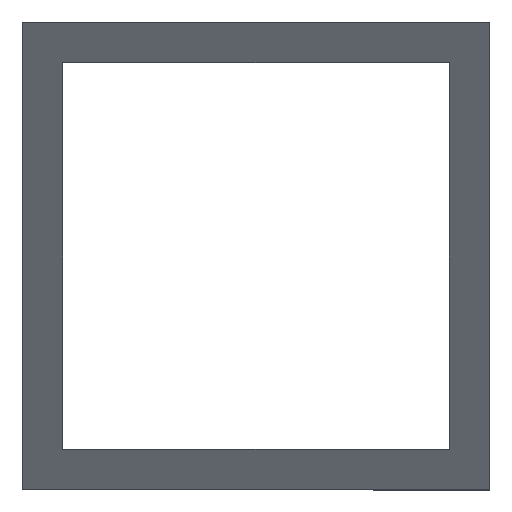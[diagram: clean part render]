
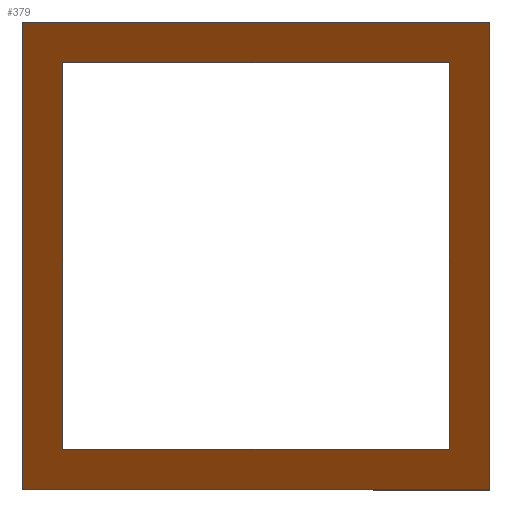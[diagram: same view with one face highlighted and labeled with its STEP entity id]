
A CAD part, front view. The second image highlights one B-rep face of the part: STEP entity #379.
In plain terms, the highlighted face is planar.
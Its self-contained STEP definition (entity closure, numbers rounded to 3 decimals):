
#43 = PLANE('',#44);
#44 = AXIS2_PLACEMENT_3D('',#45,#46,#47);
#45 = CARTESIAN_POINT('',(-15.875,15.875,-304.8));
#46 = DIRECTION('',(0.,1.,0.));
#47 = DIRECTION('',(1.,0.,0.));
#68 = VERTEX_POINT('',#69);
#69 = CARTESIAN_POINT('',(-15.875,15.875,273.05));
#83 = PLANE('',#84);
#84 = AXIS2_PLACEMENT_3D('',#85,#86,#87);
#85 = CARTESIAN_POINT('',(-15.875,-15.875,-304.8));
#86 = DIRECTION('',(-1.,0.,0.));
#87 = DIRECTION('',(0.,1.,0.));
#95 = EDGE_CURVE('',#68,#96,#98,.T.);
#96 = VERTEX_POINT('',#97);
#97 = CARTESIAN_POINT('',(15.875,15.875,304.8));
#98 = SURFACE_CURVE('',#99,(#103,#110),.PCURVE_S1.);
#99 = LINE('',#100,#101);
#100 = CARTESIAN_POINT('',(-15.875,15.875,273.05));
#101 = VECTOR('',#102,1.);
#102 = DIRECTION('',(0.707,0.,0.707));
#103 = PCURVE('',#43,#104);
#104 = DEFINITIONAL_REPRESENTATION('',(#105),#109);
#105 = LINE('',#106,#107);
#106 = CARTESIAN_POINT('',(0.,-577.85));
#107 = VECTOR('',#108,1.);
#108 = DIRECTION('',(0.707,-0.707));
#109 = ( GEOMETRIC_REPRESENTATION_CONTEXT(2) 
PARAMETRIC_REPRESENTATION_CONTEXT() REPRESENTATION_CONTEXT('2D SPACE',''
  ) );
#110 = PCURVE('',#111,#116);
#111 = PLANE('',#112);
#112 = AXIS2_PLACEMENT_3D('',#113,#114,#115);
#113 = CARTESIAN_POINT('',(-15.875,15.875,273.05));
#114 = DIRECTION('',(0.707,0.,-0.707)
  );
#115 = DIRECTION('',(-0.707,0.,-0.707
    ));
#116 = DEFINITIONAL_REPRESENTATION('',(#117),#121);
#117 = LINE('',#118,#119);
#118 = CARTESIAN_POINT('',(0.,0.));
#119 = VECTOR('',#120,1.);
#120 = DIRECTION('',(-1.,0.));
#121 = ( GEOMETRIC_REPRESENTATION_CONTEXT(2) 
PARAMETRIC_REPRESENTATION_CONTEXT() REPRESENTATION_CONTEXT('2D SPACE',''
  ) );
#137 = PLANE('',#138);
#138 = AXIS2_PLACEMENT_3D('',#139,#140,#141);
#139 = CARTESIAN_POINT('',(15.875,15.875,-304.8));
#140 = DIRECTION('',(1.,0.,0.));
#141 = DIRECTION('',(0.,-1.,0.));
#191 = PLANE('',#192);
#192 = AXIS2_PLACEMENT_3D('',#193,#194,#195);
#193 = CARTESIAN_POINT('',(15.875,-15.875,-304.8));
#194 = DIRECTION('',(0.,-1.,0.));
#195 = DIRECTION('',(-1.,0.,0.));
#244 = PLANE('',#245);
#245 = AXIS2_PLACEMENT_3D('',#246,#247,#248);
#246 = CARTESIAN_POINT('',(-13.106,-13.106,-304.8));
#247 = DIRECTION('',(-1.,0.,0.));
#248 = DIRECTION('',(0.,1.,0.));
#270 = PLANE('',#271);
#271 = AXIS2_PLACEMENT_3D('',#272,#273,#274);
#272 = CARTESIAN_POINT('',(-13.106,13.106,-304.8));
#273 = DIRECTION('',(0.,1.,0.));
#274 = DIRECTION('',(1.,0.,0.));
#296 = PLANE('',#297);
#297 = AXIS2_PLACEMENT_3D('',#298,#299,#300);
#298 = CARTESIAN_POINT('',(13.106,13.106,-304.8));
#299 = DIRECTION('',(1.,0.,0.));
#300 = DIRECTION('',(0.,-1.,0.));
#320 = PLANE('',#321);
#321 = AXIS2_PLACEMENT_3D('',#322,#323,#324);
#322 = CARTESIAN_POINT('',(13.106,-13.106,-304.8));
#323 = DIRECTION('',(0.,-1.,0.));
#324 = DIRECTION('',(-1.,0.,0.));
#335 = EDGE_CURVE('',#96,#336,#338,.T.);
#336 = VERTEX_POINT('',#337);
#337 = CARTESIAN_POINT('',(15.875,-15.875,304.8));
#338 = SURFACE_CURVE('',#339,(#343,#350),.PCURVE_S1.);
#339 = LINE('',#340,#341);
#340 = CARTESIAN_POINT('',(15.875,15.875,304.8));
#341 = VECTOR('',#342,1.);
#342 = DIRECTION('',(-0.,-1.,0.));
#343 = PCURVE('',#137,#344);
#344 = DEFINITIONAL_REPRESENTATION('',(#345),#349);
#345 = LINE('',#346,#347);
#346 = CARTESIAN_POINT('',(0.,-609.6));
#347 = VECTOR('',#348,1.);
#348 = DIRECTION('',(1.,0.));
#349 = ( GEOMETRIC_REPRESENTATION_CONTEXT(2) 
PARAMETRIC_REPRESENTATION_CONTEXT() REPRESENTATION_CONTEXT('2D SPACE',''
  ) );
#350 = PCURVE('',#111,#351);
#351 = DEFINITIONAL_REPRESENTATION('',(#352),#356);
#352 = LINE('',#353,#354);
#353 = CARTESIAN_POINT('',(-44.901,0.));
#354 = VECTOR('',#355,1.);
#355 = DIRECTION('',(-0.,-1.));
#356 = ( GEOMETRIC_REPRESENTATION_CONTEXT(2) 
PARAMETRIC_REPRESENTATION_CONTEXT() REPRESENTATION_CONTEXT('2D SPACE',''
  ) );
#379 = ADVANCED_FACE('',(#380,#428),#111,.F.);
#380 = FACE_BOUND('',#381,.T.);
#381 = EDGE_LOOP('',(#382,#405,#426,#427));
#382 = ORIENTED_EDGE('',*,*,#383,.T.);
#383 = EDGE_CURVE('',#68,#384,#386,.T.);
#384 = VERTEX_POINT('',#385);
#385 = CARTESIAN_POINT('',(-15.875,-15.875,273.05));
#386 = SURFACE_CURVE('',#387,(#391,#398),.PCURVE_S1.);
#387 = LINE('',#388,#389);
#388 = CARTESIAN_POINT('',(-15.875,15.875,273.05));
#389 = VECTOR('',#390,1.);
#390 = DIRECTION('',(-0.,-1.,0.));
#391 = PCURVE('',#111,#392);
#392 = DEFINITIONAL_REPRESENTATION('',(#393),#397);
#393 = LINE('',#394,#395);
#394 = CARTESIAN_POINT('',(-0.,0.));
#395 = VECTOR('',#396,1.);
#396 = DIRECTION('',(-0.,-1.));
#397 = ( GEOMETRIC_REPRESENTATION_CONTEXT(2) 
PARAMETRIC_REPRESENTATION_CONTEXT() REPRESENTATION_CONTEXT('2D SPACE',''
  ) );
#398 = PCURVE('',#83,#399);
#399 = DEFINITIONAL_REPRESENTATION('',(#400),#404);
#400 = LINE('',#401,#402);
#401 = CARTESIAN_POINT('',(31.75,-577.85));
#402 = VECTOR('',#403,1.);
#403 = DIRECTION('',(-1.,0.));
#404 = ( GEOMETRIC_REPRESENTATION_CONTEXT(2) 
PARAMETRIC_REPRESENTATION_CONTEXT() REPRESENTATION_CONTEXT('2D SPACE',''
  ) );
#405 = ORIENTED_EDGE('',*,*,#406,.T.);
#406 = EDGE_CURVE('',#384,#336,#407,.T.);
#407 = SURFACE_CURVE('',#408,(#412,#419),.PCURVE_S1.);
#408 = LINE('',#409,#410);
#409 = CARTESIAN_POINT('',(-15.875,-15.875,273.05));
#410 = VECTOR('',#411,1.);
#411 = DIRECTION('',(0.707,0.,0.707));
#412 = PCURVE('',#111,#413);
#413 = DEFINITIONAL_REPRESENTATION('',(#414),#418);
#414 = LINE('',#415,#416);
#415 = CARTESIAN_POINT('',(0.,-31.75));
#416 = VECTOR('',#417,1.);
#417 = DIRECTION('',(-1.,0.));
#418 = ( GEOMETRIC_REPRESENTATION_CONTEXT(2) 
PARAMETRIC_REPRESENTATION_CONTEXT() REPRESENTATION_CONTEXT('2D SPACE',''
  ) );
#419 = PCURVE('',#191,#420);
#420 = DEFINITIONAL_REPRESENTATION('',(#421),#425);
#421 = LINE('',#422,#423);
#422 = CARTESIAN_POINT('',(31.75,-577.85));
#423 = VECTOR('',#424,1.);
#424 = DIRECTION('',(-0.707,-0.707));
#425 = ( GEOMETRIC_REPRESENTATION_CONTEXT(2) 
PARAMETRIC_REPRESENTATION_CONTEXT() REPRESENTATION_CONTEXT('2D SPACE',''
  ) );
#426 = ORIENTED_EDGE('',*,*,#335,.F.);
#427 = ORIENTED_EDGE('',*,*,#95,.F.);
#428 = FACE_BOUND('',#429,.T.);
#429 = EDGE_LOOP('',(#430,#453,#474,#495));
#430 = ORIENTED_EDGE('',*,*,#431,.T.);
#431 = EDGE_CURVE('',#432,#434,#436,.T.);
#432 = VERTEX_POINT('',#433);
#433 = CARTESIAN_POINT('',(13.106,-13.106,302.031));
#434 = VERTEX_POINT('',#435);
#435 = CARTESIAN_POINT('',(-13.106,-13.106,275.819));
#436 = SURFACE_CURVE('',#437,(#441,#447),.PCURVE_S1.);
#437 = LINE('',#438,#439);
#438 = CARTESIAN_POINT('',(-153.092,-13.106,135.833));
#439 = VECTOR('',#440,1.);
#440 = DIRECTION('',(-0.707,0.,-0.707
    ));
#441 = PCURVE('',#111,#442);
#442 = DEFINITIONAL_REPRESENTATION('',(#443),#446);
#443 = B_SPLINE_CURVE_WITH_KNOTS('',1,(#444,#445),.UNSPECIFIED.,.F.,.F.,
  (2,2),(-238.747,-194.263),.PIECEWISE_BEZIER_KNOTS.);
#444 = CARTESIAN_POINT('',(-44.693,-28.981));
#445 = CARTESIAN_POINT('',(-0.208,-28.981));
#446 = ( GEOMETRIC_REPRESENTATION_CONTEXT(2) 
PARAMETRIC_REPRESENTATION_CONTEXT() REPRESENTATION_CONTEXT('2D SPACE',''
  ) );
#447 = PCURVE('',#320,#448);
#448 = DEFINITIONAL_REPRESENTATION('',(#449),#452);
#449 = B_SPLINE_CURVE_WITH_KNOTS('',1,(#450,#451),.UNSPECIFIED.,.F.,.F.,
  (2,2),(-238.747,-194.263),.PIECEWISE_BEZIER_KNOTS.);
#450 = CARTESIAN_POINT('',(-2.621,-609.453));
#451 = CARTESIAN_POINT('',(28.834,-577.997));
#452 = ( GEOMETRIC_REPRESENTATION_CONTEXT(2) 
PARAMETRIC_REPRESENTATION_CONTEXT() REPRESENTATION_CONTEXT('2D SPACE',''
  ) );
#453 = ORIENTED_EDGE('',*,*,#454,.T.);
#454 = EDGE_CURVE('',#434,#455,#457,.T.);
#455 = VERTEX_POINT('',#456);
#456 = CARTESIAN_POINT('',(-13.106,13.106,275.819));
#457 = SURFACE_CURVE('',#458,(#462,#468),.PCURVE_S1.);
#458 = LINE('',#459,#460);
#459 = CARTESIAN_POINT('',(-13.106,1.384,275.819));
#460 = VECTOR('',#461,1.);
#461 = DIRECTION('',(0.,1.,0.));
#462 = PCURVE('',#111,#463);
#463 = DEFINITIONAL_REPRESENTATION('',(#464),#467);
#464 = B_SPLINE_CURVE_WITH_KNOTS('',1,(#465,#466),.UNSPECIFIED.,.F.,.F.,
  (2,2),(-17.112,14.343),.PIECEWISE_BEZIER_KNOTS.);
#465 = CARTESIAN_POINT('',(-3.915,-31.603));
#466 = CARTESIAN_POINT('',(-3.915,-0.147));
#467 = ( GEOMETRIC_REPRESENTATION_CONTEXT(2) 
PARAMETRIC_REPRESENTATION_CONTEXT() REPRESENTATION_CONTEXT('2D SPACE',''
  ) );
#468 = PCURVE('',#244,#469);
#469 = DEFINITIONAL_REPRESENTATION('',(#470),#473);
#470 = B_SPLINE_CURVE_WITH_KNOTS('',1,(#471,#472),.UNSPECIFIED.,.F.,.F.,
  (2,2),(-17.112,14.343),.PIECEWISE_BEZIER_KNOTS.);
#471 = CARTESIAN_POINT('',(-2.621,-580.619));
#472 = CARTESIAN_POINT('',(28.834,-580.619));
#473 = ( GEOMETRIC_REPRESENTATION_CONTEXT(2) 
PARAMETRIC_REPRESENTATION_CONTEXT() REPRESENTATION_CONTEXT('2D SPACE',''
  ) );
#474 = ORIENTED_EDGE('',*,*,#475,.T.);
#475 = EDGE_CURVE('',#455,#476,#478,.T.);
#476 = VERTEX_POINT('',#477);
#477 = CARTESIAN_POINT('',(13.106,13.106,302.031));
#478 = SURFACE_CURVE('',#479,(#483,#489),.PCURVE_S1.);
#479 = LINE('',#480,#481);
#480 = CARTESIAN_POINT('',(-159.645,13.106,129.28));
#481 = VECTOR('',#482,1.);
#482 = DIRECTION('',(0.707,0.,0.707));
#483 = PCURVE('',#111,#484);
#484 = DEFINITIONAL_REPRESENTATION('',(#485),#488);
#485 = B_SPLINE_CURVE_WITH_KNOTS('',1,(#486,#487),.UNSPECIFIED.,.F.,.F.,
  (2,2),(203.53,248.015),.PIECEWISE_BEZIER_KNOTS.);
#486 = CARTESIAN_POINT('',(-0.208,-2.769));
#487 = CARTESIAN_POINT('',(-44.693,-2.769));
#488 = ( GEOMETRIC_REPRESENTATION_CONTEXT(2) 
PARAMETRIC_REPRESENTATION_CONTEXT() REPRESENTATION_CONTEXT('2D SPACE',''
  ) );
#489 = PCURVE('',#270,#490);
#490 = DEFINITIONAL_REPRESENTATION('',(#491),#494);
#491 = B_SPLINE_CURVE_WITH_KNOTS('',1,(#492,#493),.UNSPECIFIED.,.F.,.F.,
  (2,2),(203.53,248.015),.PIECEWISE_BEZIER_KNOTS.);
#492 = CARTESIAN_POINT('',(-2.621,-577.997));
#493 = CARTESIAN_POINT('',(28.834,-609.453));
#494 = ( GEOMETRIC_REPRESENTATION_CONTEXT(2) 
PARAMETRIC_REPRESENTATION_CONTEXT() REPRESENTATION_CONTEXT('2D SPACE',''
  ) );
#495 = ORIENTED_EDGE('',*,*,#496,.T.);
#496 = EDGE_CURVE('',#476,#432,#497,.T.);
#497 = SURFACE_CURVE('',#498,(#502,#508),.PCURVE_S1.);
#498 = LINE('',#499,#500);
#499 = CARTESIAN_POINT('',(13.106,14.491,302.031));
#500 = VECTOR('',#501,1.);
#501 = DIRECTION('',(0.,-1.,0.));
#502 = PCURVE('',#111,#503);
#503 = DEFINITIONAL_REPRESENTATION('',(#504),#507);
#504 = B_SPLINE_CURVE_WITH_KNOTS('',1,(#505,#506),.UNSPECIFIED.,.F.,.F.,
  (2,2),(-1.237,30.218),.PIECEWISE_BEZIER_KNOTS.);
#505 = CARTESIAN_POINT('',(-40.986,-0.147));
#506 = CARTESIAN_POINT('',(-40.986,-31.603));
#507 = ( GEOMETRIC_REPRESENTATION_CONTEXT(2) 
PARAMETRIC_REPRESENTATION_CONTEXT() REPRESENTATION_CONTEXT('2D SPACE',''
  ) );
#508 = PCURVE('',#296,#509);
#509 = DEFINITIONAL_REPRESENTATION('',(#510),#513);
#510 = B_SPLINE_CURVE_WITH_KNOTS('',1,(#511,#512),.UNSPECIFIED.,.F.,.F.,
  (2,2),(-1.237,30.218),.PIECEWISE_BEZIER_KNOTS.);
#511 = CARTESIAN_POINT('',(-2.621,-606.831));
#512 = CARTESIAN_POINT('',(28.834,-606.831));
#513 = ( GEOMETRIC_REPRESENTATION_CONTEXT(2) 
PARAMETRIC_REPRESENTATION_CONTEXT() REPRESENTATION_CONTEXT('2D SPACE',''
  ) );
